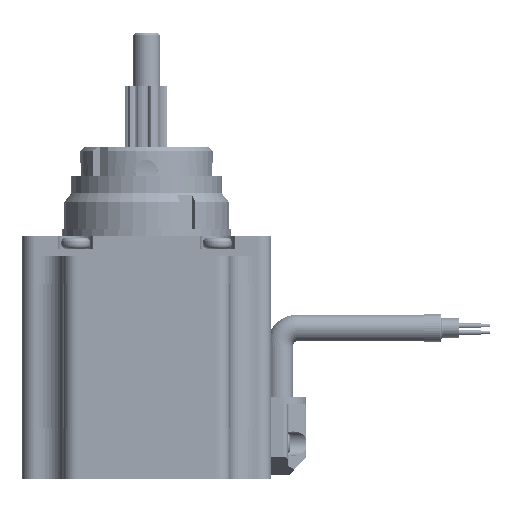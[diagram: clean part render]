
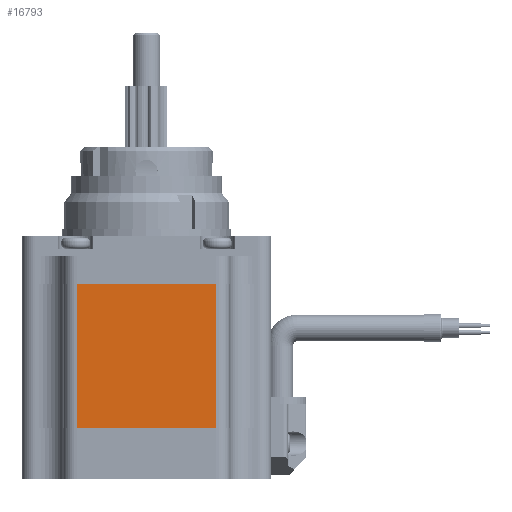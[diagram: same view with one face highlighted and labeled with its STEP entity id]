
A CAD part, left-side view. The second image highlights one B-rep face of the part: STEP entity #16793.
In plain terms, the highlighted face is planar.
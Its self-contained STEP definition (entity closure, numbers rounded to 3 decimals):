
#2494 = LINE ( 'NONE', #18416, #54380 ) ;
#4356 = VERTEX_POINT ( 'NONE', #49296 ) ;
#7633 = VERTEX_POINT ( 'NONE', #103632 ) ;
#9220 = DIRECTION ( 'NONE',  ( 0., 0., -1. ) ) ;
#10951 = VECTOR ( 'NONE', #9220, 1000. ) ;
#11453 = LINE ( 'NONE', #45962, #10951 ) ;
#12802 = CARTESIAN_POINT ( 'NONE',  ( 28.12, 15.75, 32.5 ) ) ;
#15513 = VECTOR ( 'NONE', #56385, 1000. ) ;
#15880 = PLANE ( 'NONE',  #46849 ) ;
#16793 = ADVANCED_FACE ( 'NONE', ( #77002 ), #15880, .F. ) ;
#18416 = CARTESIAN_POINT ( 'NONE',  ( 28.12, -15.75, 32.5 ) ) ;
#19874 = EDGE_CURVE ( 'NONE', #7633, #78160, #2494, .T. ) ;
#20171 = ORIENTED_EDGE ( 'NONE', *, *, #73091, .F. ) ;
#23614 = ORIENTED_EDGE ( 'NONE', *, *, #19874, .T. ) ;
#35520 = CARTESIAN_POINT ( 'NONE',  ( 28.12, 15.75, 32.5 ) ) ;
#40172 = VECTOR ( 'NONE', #63457, 1000. ) ;
#44210 = ORIENTED_EDGE ( 'NONE', *, *, #59826, .T. ) ;
#45962 = CARTESIAN_POINT ( 'NONE',  ( 28.12, 15.75, 32.5 ) ) ;
#46849 = AXIS2_PLACEMENT_3D ( 'NONE', #84938, #70780, #79798 ) ;
#49296 = CARTESIAN_POINT ( 'NONE',  ( 28.12, 15.75, 0. ) ) ;
#54380 = VECTOR ( 'NONE', #78958, 1000. ) ;
#56385 = DIRECTION ( 'NONE',  ( 0., 1., 0. ) ) ;
#57263 = VERTEX_POINT ( 'NONE', #35520 ) ;
#58051 = EDGE_CURVE ( 'NONE', #57263, #4356, #11453, .T. ) ;
#59826 = EDGE_CURVE ( 'NONE', #78160, #4356, #70830, .T. ) ;
#61884 = ORIENTED_EDGE ( 'NONE', *, *, #58051, .F. ) ;
#63457 = DIRECTION ( 'NONE',  ( 0., 1., 0. ) ) ;
#70780 = DIRECTION ( 'NONE',  ( -1., 0., 0. ) ) ;
#70830 = LINE ( 'NONE', #79285, #40172 ) ;
#73091 = EDGE_CURVE ( 'NONE', #7633, #57263, #90349, .T. ) ;
#77002 = FACE_OUTER_BOUND ( 'NONE', #93706, .T. ) ;
#78160 = VERTEX_POINT ( 'NONE', #96778 ) ;
#78958 = DIRECTION ( 'NONE',  ( 0., 0., -1. ) ) ;
#79285 = CARTESIAN_POINT ( 'NONE',  ( 28.12, 15.75, 0. ) ) ;
#79798 = DIRECTION ( 'NONE',  ( 0., 0., 1. ) ) ;
#84938 = CARTESIAN_POINT ( 'NONE',  ( 28.12, 15.75, 32.5 ) ) ;
#90349 = LINE ( 'NONE', #12802, #15513 ) ;
#93706 = EDGE_LOOP ( 'NONE', ( #44210, #61884, #20171, #23614 ) ) ;
#96778 = CARTESIAN_POINT ( 'NONE',  ( 28.12, -15.75, 0. ) ) ;
#103632 = CARTESIAN_POINT ( 'NONE',  ( 28.12, -15.75, 32.5 ) ) ;
